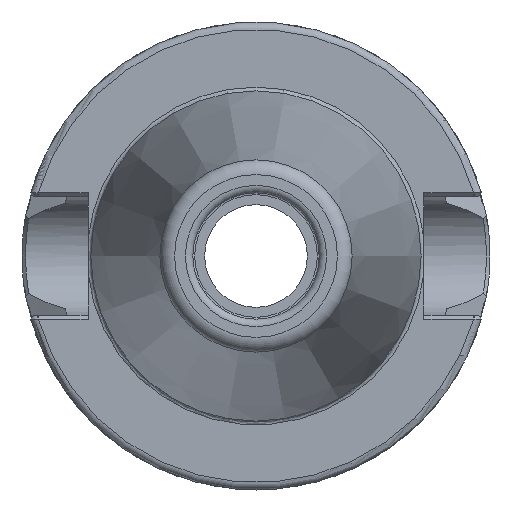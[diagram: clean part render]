
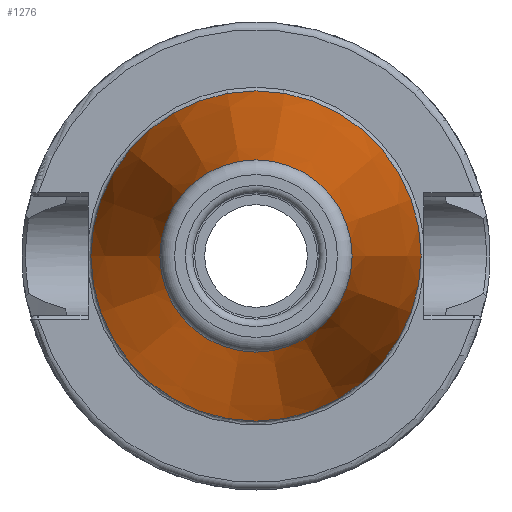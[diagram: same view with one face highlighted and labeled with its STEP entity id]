
A CAD part, left-side view. The second image highlights one B-rep face of the part: STEP entity #1276.
In plain terms, the highlighted conical face has half-angle 8.297 degrees and reference radius 17.581 mm.
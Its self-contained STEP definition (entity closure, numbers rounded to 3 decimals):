
#94=CIRCLE('',#1356,22.225);
#95=CIRCLE('',#1357,22.225);
#148=CIRCLE('',#1432,12.937);
#149=CIRCLE('',#1433,12.937);
#150=CIRCLE('',#1434,12.937);
#158=CONICAL_SURFACE('',#1436,17.581,0.145);
#234=FACE_OUTER_BOUND('',#311,.T.);
#311=EDGE_LOOP('',(#1189,#1190,#1191,#1192,#1193,#1194,#1195));
#371=LINE('',#2901,#431);
#431=VECTOR('',#1778,17.581);
#561=VERTEX_POINT('',#2763);
#562=VERTEX_POINT('',#2765);
#608=VERTEX_POINT('',#2893);
#609=VERTEX_POINT('',#2894);
#610=VERTEX_POINT('',#2896);
#741=EDGE_CURVE('',#561,#562,#94,.T.);
#742=EDGE_CURVE('',#562,#561,#95,.T.);
#801=EDGE_CURVE('',#608,#609,#148,.T.);
#802=EDGE_CURVE('',#610,#608,#149,.T.);
#803=EDGE_CURVE('',#609,#610,#150,.T.);
#805=EDGE_CURVE('',#561,#610,#371,.T.);
#1189=ORIENTED_EDGE('',*,*,#742,.F.);
#1190=ORIENTED_EDGE('',*,*,#741,.F.);
#1191=ORIENTED_EDGE('',*,*,#805,.T.);
#1192=ORIENTED_EDGE('',*,*,#802,.T.);
#1193=ORIENTED_EDGE('',*,*,#801,.T.);
#1194=ORIENTED_EDGE('',*,*,#803,.T.);
#1195=ORIENTED_EDGE('',*,*,#805,.F.);
#1276=ADVANCED_FACE('',(#234),#158,.T.);
#1356=AXIS2_PLACEMENT_3D('',#2766,#1610,#1611);
#1357=AXIS2_PLACEMENT_3D('',#2767,#1612,#1613);
#1432=AXIS2_PLACEMENT_3D('',#2895,#1768,#1769);
#1433=AXIS2_PLACEMENT_3D('',#2897,#1770,#1771);
#1434=AXIS2_PLACEMENT_3D('',#2898,#1772,#1773);
#1436=AXIS2_PLACEMENT_3D('',#2900,#1776,#1777);
#1610=DIRECTION('center_axis',(1.,0.,0.));
#1611=DIRECTION('ref_axis',(0.,0.,-1.));
#1612=DIRECTION('center_axis',(1.,0.,0.));
#1613=DIRECTION('ref_axis',(0.,0.,-1.));
#1768=DIRECTION('center_axis',(1.,0.,0.));
#1769=DIRECTION('ref_axis',(0.,0.,-1.));
#1770=DIRECTION('center_axis',(1.,0.,0.));
#1771=DIRECTION('ref_axis',(0.,0.,-1.));
#1772=DIRECTION('center_axis',(1.,0.,0.));
#1773=DIRECTION('ref_axis',(0.,0.,-1.));
#1776=DIRECTION('center_axis',(1.,0.,0.));
#1777=DIRECTION('ref_axis',(0.,1.,0.));
#1778=DIRECTION('',(-0.99,0.144,0.));
#2763=CARTESIAN_POINT('',(0.,-22.225,0.));
#2765=CARTESIAN_POINT('',(0.,22.225,0.));
#2766=CARTESIAN_POINT('Origin',(0.,0.,
0.));
#2767=CARTESIAN_POINT('Origin',(0.,0.,
0.));
#2893=CARTESIAN_POINT('',(-63.689,12.937,0.));
#2894=CARTESIAN_POINT('',(-63.689,0.,12.937));
#2895=CARTESIAN_POINT('Origin',(-63.689,0.,
0.));
#2896=CARTESIAN_POINT('',(-63.689,-12.937,0.));
#2897=CARTESIAN_POINT('Origin',(-63.689,0.,
0.));
#2898=CARTESIAN_POINT('Origin',(-63.689,0.,
0.));
#2900=CARTESIAN_POINT('Origin',(-31.844,0.,
0.));
#2901=CARTESIAN_POINT('',(-31.844,-17.581,0.));
